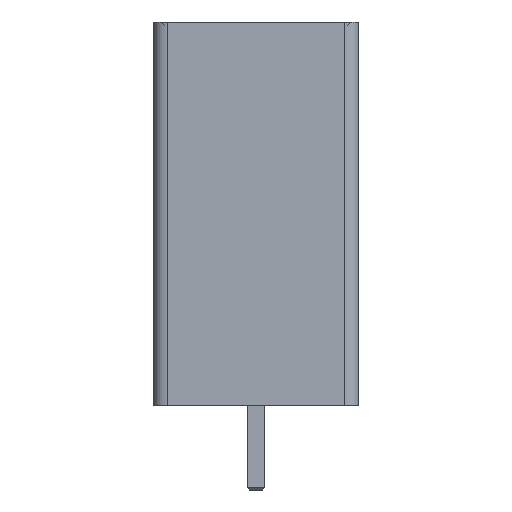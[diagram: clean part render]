
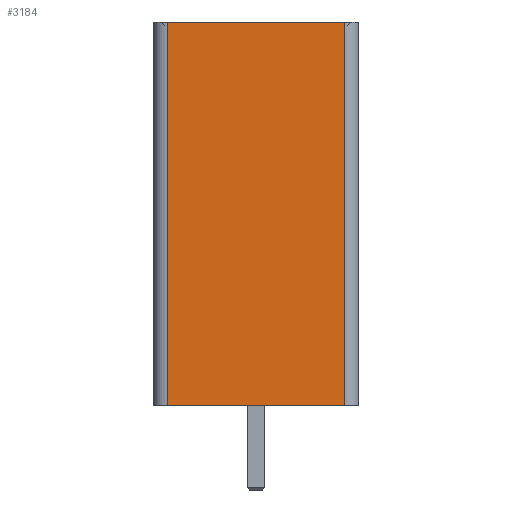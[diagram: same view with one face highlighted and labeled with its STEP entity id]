
A CAD part, left-side view. The second image highlights one B-rep face of the part: STEP entity #3184.
In plain terms, the highlighted planar face has unit normal (-1, 0, 0).
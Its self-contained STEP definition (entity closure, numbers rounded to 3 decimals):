
#32 = PLANE('',#33);
#33 = AXIS2_PLACEMENT_3D('',#34,#35,#36);
#34 = CARTESIAN_POINT('',(-3.6,-3.75,14.));
#35 = DIRECTION('',(0.,0.,1.));
#36 = DIRECTION('',(1.,0.,0.));
#57 = VERTEX_POINT('',#58);
#58 = CARTESIAN_POINT('',(-3.6,3.25,14.));
#73 = CYLINDRICAL_SURFACE('',#74,0.5);
#74 = AXIS2_PLACEMENT_3D('',#75,#76,#77);
#75 = CARTESIAN_POINT('',(-3.1,3.25,0.));
#76 = DIRECTION('',(0.,0.,1.));
#77 = DIRECTION('',(0.,1.,0.));
#85 = EDGE_CURVE('',#86,#57,#88,.T.);
#86 = VERTEX_POINT('',#87);
#87 = CARTESIAN_POINT('',(-3.6,-3.25,14.));
#88 = SURFACE_CURVE('',#89,(#93,#100),.PCURVE_S1.);
#89 = LINE('',#90,#91);
#90 = CARTESIAN_POINT('',(-3.6,-3.75,14.));
#91 = VECTOR('',#92,1.);
#92 = DIRECTION('',(0.,1.,0.));
#93 = PCURVE('',#32,#94);
#94 = DEFINITIONAL_REPRESENTATION('',(#95),#99);
#95 = LINE('',#96,#97);
#96 = CARTESIAN_POINT('',(0.,0.));
#97 = VECTOR('',#98,1.);
#98 = DIRECTION('',(0.,1.));
#99 = ( GEOMETRIC_REPRESENTATION_CONTEXT(2)
PARAMETRIC_REPRESENTATION_CONTEXT() REPRESENTATION_CONTEXT('2D SPACE',''
) );
#100 = PCURVE('',#101,#106);
#101 = PLANE('',#102);
#102 = AXIS2_PLACEMENT_3D('',#103,#104,#105);
#103 = CARTESIAN_POINT('',(-3.6,-3.75,0.));
#104 = DIRECTION('',(1.,0.,0.));
#105 = DIRECTION('',(0.,0.,1.));
#106 = DEFINITIONAL_REPRESENTATION('',(#107),#111);
#107 = LINE('',#108,#109);
#108 = CARTESIAN_POINT('',(14.,0.));
#109 = VECTOR('',#110,1.);
#110 = DIRECTION('',(0.,-1.));
#111 = ( GEOMETRIC_REPRESENTATION_CONTEXT(2)
PARAMETRIC_REPRESENTATION_CONTEXT() REPRESENTATION_CONTEXT('2D SPACE',''
) );
#130 = CYLINDRICAL_SURFACE('',#131,0.5);
#131 = AXIS2_PLACEMENT_3D('',#132,#133,#134);
#132 = CARTESIAN_POINT('',(-3.1,-3.25,0.));
#133 = DIRECTION('',(0.,0.,1.));
#134 = DIRECTION('',(-1.,0.,0.));
#329 = PLANE('',#330);
#330 = AXIS2_PLACEMENT_3D('',#331,#332,#333);
#331 = CARTESIAN_POINT('',(-3.6,-3.75,0.));
#332 = DIRECTION('',(0.,0.,1.));
#333 = DIRECTION('',(1.,0.,0.));
#3139 = VERTEX_POINT('',#3140);
#3140 = CARTESIAN_POINT('',(-3.6,-3.25,0.));
#3164 = EDGE_CURVE('',#3139,#86,#3165,.T.);
#3165 = SURFACE_CURVE('',#3166,(#3170,#3177),.PCURVE_S1.);
#3166 = LINE('',#3167,#3168);
#3167 = CARTESIAN_POINT('',(-3.6,-3.25,0.));
#3168 = VECTOR('',#3169,1.);
#3169 = DIRECTION('',(0.,0.,1.));
#3170 = PCURVE('',#130,#3171);
#3171 = DEFINITIONAL_REPRESENTATION('',(#3172),#3176);
#3172 = LINE('',#3173,#3174);
#3173 = CARTESIAN_POINT('',(0.,0.));
#3174 = VECTOR('',#3175,1.);
#3175 = DIRECTION('',(0.,1.));
#3176 = ( GEOMETRIC_REPRESENTATION_CONTEXT(2)
PARAMETRIC_REPRESENTATION_CONTEXT() REPRESENTATION_CONTEXT('2D SPACE',''
) );
#3177 = PCURVE('',#101,#3178);
#3178 = DEFINITIONAL_REPRESENTATION('',(#3179),#3183);
#3179 = LINE('',#3180,#3181);
#3180 = CARTESIAN_POINT('',(0.,-0.5));
#3181 = VECTOR('',#3182,1.);
#3182 = DIRECTION('',(1.,0.));
#3183 = ( GEOMETRIC_REPRESENTATION_CONTEXT(2)
PARAMETRIC_REPRESENTATION_CONTEXT() REPRESENTATION_CONTEXT('2D SPACE',''
) );
#3184 = ADVANCED_FACE('',(#3185),#101,.F.);
#3185 = FACE_BOUND('',#3186,.F.);
#3186 = EDGE_LOOP('',(#3187,#3188,#3189,#3212));
#3187 = ORIENTED_EDGE('',*,*,#85,.F.);
#3188 = ORIENTED_EDGE('',*,*,#3164,.F.);
#3189 = ORIENTED_EDGE('',*,*,#3190,.T.);
#3190 = EDGE_CURVE('',#3139,#3191,#3193,.T.);
#3191 = VERTEX_POINT('',#3192);
#3192 = CARTESIAN_POINT('',(-3.6,3.25,0.));
#3193 = SURFACE_CURVE('',#3194,(#3198,#3205),.PCURVE_S1.);
#3194 = LINE('',#3195,#3196);
#3195 = CARTESIAN_POINT('',(-3.6,-3.75,0.));
#3196 = VECTOR('',#3197,1.);
#3197 = DIRECTION('',(0.,1.,0.));
#3198 = PCURVE('',#101,#3199);
#3199 = DEFINITIONAL_REPRESENTATION('',(#3200),#3204);
#3200 = LINE('',#3201,#3202);
#3201 = CARTESIAN_POINT('',(0.,0.));
#3202 = VECTOR('',#3203,1.);
#3203 = DIRECTION('',(0.,-1.));
#3204 = ( GEOMETRIC_REPRESENTATION_CONTEXT(2)
PARAMETRIC_REPRESENTATION_CONTEXT() REPRESENTATION_CONTEXT('2D SPACE',''
) );
#3205 = PCURVE('',#329,#3206);
#3206 = DEFINITIONAL_REPRESENTATION('',(#3207),#3211);
#3207 = LINE('',#3208,#3209);
#3208 = CARTESIAN_POINT('',(0.,0.));
#3209 = VECTOR('',#3210,1.);
#3210 = DIRECTION('',(0.,1.));
#3211 = ( GEOMETRIC_REPRESENTATION_CONTEXT(2)
PARAMETRIC_REPRESENTATION_CONTEXT() REPRESENTATION_CONTEXT('2D SPACE',''
) );
#3212 = ORIENTED_EDGE('',*,*,#3213,.T.);
#3213 = EDGE_CURVE('',#3191,#57,#3214,.T.);
#3214 = SURFACE_CURVE('',#3215,(#3219,#3226),.PCURVE_S1.);
#3215 = LINE('',#3216,#3217);
#3216 = CARTESIAN_POINT('',(-3.6,3.25,0.));
#3217 = VECTOR('',#3218,1.);
#3218 = DIRECTION('',(0.,0.,1.));
#3219 = PCURVE('',#101,#3220);
#3220 = DEFINITIONAL_REPRESENTATION('',(#3221),#3225);
#3221 = LINE('',#3222,#3223);
#3222 = CARTESIAN_POINT('',(0.,-7.));
#3223 = VECTOR('',#3224,1.);
#3224 = DIRECTION('',(1.,0.));
#3225 = ( GEOMETRIC_REPRESENTATION_CONTEXT(2)
PARAMETRIC_REPRESENTATION_CONTEXT() REPRESENTATION_CONTEXT('2D SPACE',''
) );
#3226 = PCURVE('',#73,#3227);
#3227 = DEFINITIONAL_REPRESENTATION('',(#3228),#3232);
#3228 = LINE('',#3229,#3230);
#3229 = CARTESIAN_POINT('',(1.571,0.));
#3230 = VECTOR('',#3231,1.);
#3231 = DIRECTION('',(0.,1.));
#3232 = ( GEOMETRIC_REPRESENTATION_CONTEXT(2)
PARAMETRIC_REPRESENTATION_CONTEXT() REPRESENTATION_CONTEXT('2D SPACE',''
) );
